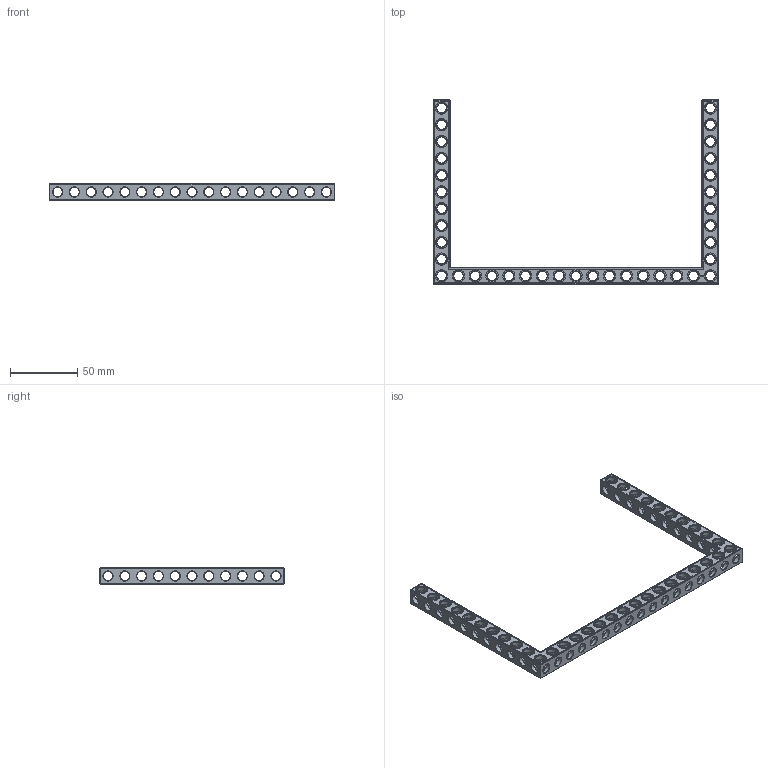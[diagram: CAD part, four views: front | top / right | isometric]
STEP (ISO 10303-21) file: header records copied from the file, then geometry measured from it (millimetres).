
FILE_DESCRIPTION(('FreeCAD Model'),'2;1');
FILE_NAME('Open CASCADE Shape Model','2022-03-06T17:36:01',('Author'),( ''),'Open CASCADE STEP processor 7.5','FreeCAD','Unknown');
FILE_SCHEMA(('AUTOMOTIVE_DESIGN { 1 0 10303 214 1 1 1 1 }'));
Products named in the file (1): Beam AGD ESS USH SYM BU17x11x01 - SPN-BEM-0584 (stemfie.org)
Bounding box: 212.5 x 137.5 x 12.5 mm (x, y, z)
Volume: 36148.2 mm3; surface area: 32288.5 mm2
Topology: 1 solids, 1 shells, 949 faces, 2898 edges, 1875 vertices
Faces by surface type: plane 418, cylinder 223, extrusion 158, cone 150
Full cylindrical faces by diameter (mm): 6.98 x24, 7 x162, 9.2 x37
Entity records: 178845 total; most frequent: CARTESIAN_POINT 124693, DIRECTION 8840, ORIENTED_EDGE 5796, PCURVE 5796, DEFINITIONAL_REPRESENTATION 5796, VECTOR 5435, LINE 5277, EDGE_CURVE 2898
